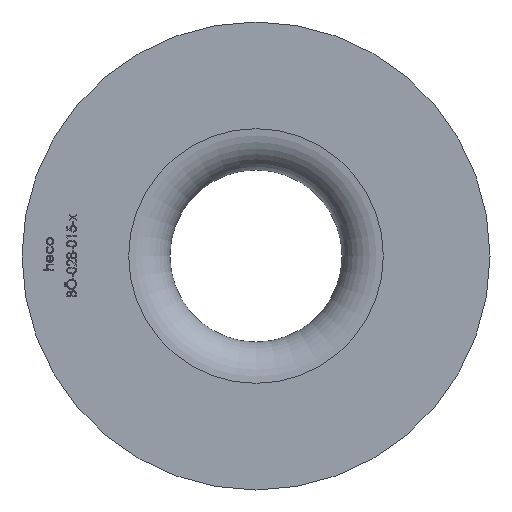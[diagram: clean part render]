
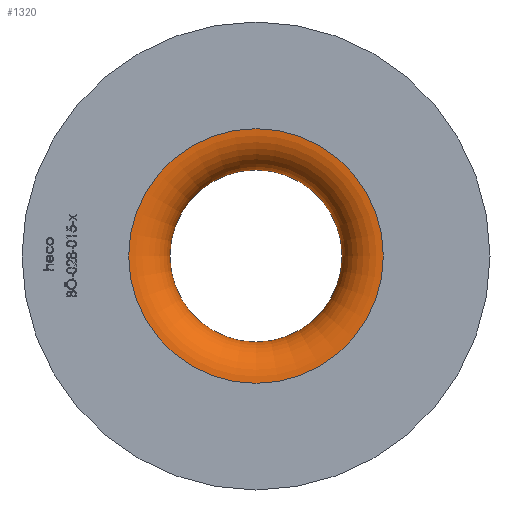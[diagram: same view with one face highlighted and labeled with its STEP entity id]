
A CAD part, left-side view. The second image highlights one B-rep face of the part: STEP entity #1320.
In plain terms, the highlighted toroidal (fillet/blend) face has major radius 18.5 mm and minor radius 6 mm.
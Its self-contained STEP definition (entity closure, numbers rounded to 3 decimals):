
#453 = CARTESIAN_POINT ( 'NONE',  ( 6., 0., 12.5 ) ) ;
#1320 = ADVANCED_FACE ( 'NONE', ( #4802, #5905 ), #7236, .T. ) ;
#1451 = ORIENTED_EDGE ( 'NONE', *, *, #8958, .F. ) ;
#1624 = EDGE_LOOP ( 'NONE', ( #7347 ) ) ;
#1682 = DIRECTION ( 'NONE',  ( 0., 0., 1. ) ) ;
#2319 = EDGE_LOOP ( 'NONE', ( #1451 ) ) ;
#4029 = CARTESIAN_POINT ( 'NONE',  ( 0., 0., 0. ) ) ;
#4643 = DIRECTION ( 'NONE',  ( 0., 0., 1. ) ) ;
#4802 = FACE_OUTER_BOUND ( 'NONE', #2319, .T. ) ;
#5407 = CIRCLE ( 'NONE', #14132, 12.5 ) ;
#5823 = DIRECTION ( 'NONE',  ( -1., 0., 0. ) ) ;
#5905 = FACE_OUTER_BOUND ( 'NONE', #1624, .T. ) ;
#5908 = DIRECTION ( 'NONE',  ( -1., 0., 0. ) ) ;
#7236 = TOROIDAL_SURFACE ( 'NONE', #12732, 18.5, 6. ) ;
#7347 = ORIENTED_EDGE ( 'NONE', *, *, #7620, .T. ) ;
#7398 = AXIS2_PLACEMENT_3D ( 'NONE', #4029, #8806, #1682 ) ;
#7620 = EDGE_CURVE ( 'NONE', #14831, #14831, #8641, .T. ) ;
#8250 = CARTESIAN_POINT ( 'NONE',  ( 6., 0., 0. ) ) ;
#8641 = CIRCLE ( 'NONE', #7398, 18.5 ) ;
#8806 = DIRECTION ( 'NONE',  ( -1., 0., 0. ) ) ;
#8958 = EDGE_CURVE ( 'NONE', #10029, #10029, #5407, .T. ) ;
#10029 = VERTEX_POINT ( 'NONE', #453 ) ;
#11044 = CARTESIAN_POINT ( 'NONE',  ( 0., 0., 18.5 ) ) ;
#11749 = DIRECTION ( 'NONE',  ( 0., 0., 1. ) ) ;
#11835 = CARTESIAN_POINT ( 'NONE',  ( 6., 0., 0. ) ) ;
#12732 = AXIS2_PLACEMENT_3D ( 'NONE', #8250, #5823, #4643 ) ;
#14132 = AXIS2_PLACEMENT_3D ( 'NONE', #11835, #5908, #11749 ) ;
#14831 = VERTEX_POINT ( 'NONE', #11044 ) ;
